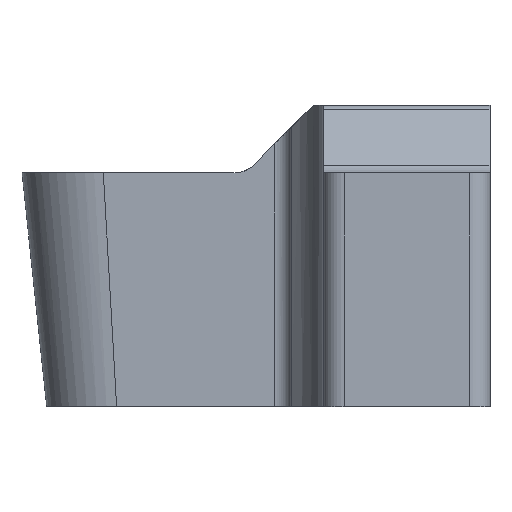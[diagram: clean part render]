
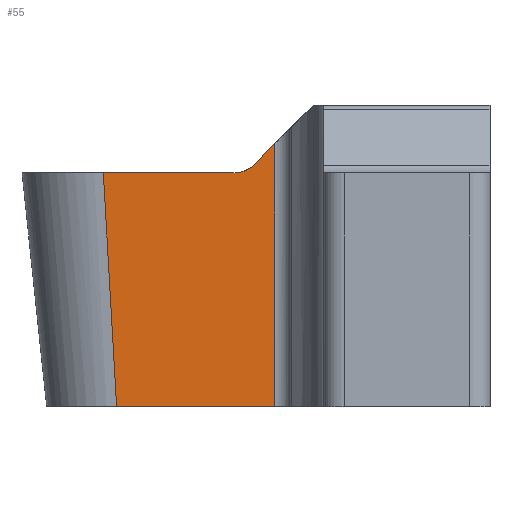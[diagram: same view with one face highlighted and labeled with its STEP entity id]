
A CAD part, front view. The second image highlights one B-rep face of the part: STEP entity #55.
In plain terms, the highlighted planar face has unit normal (0.044, -0.998, -0.044).
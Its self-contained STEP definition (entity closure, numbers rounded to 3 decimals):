
#55=ADVANCED_FACE('',(#92),#74,.F.);
#74=PLANE('',#526);
#92=FACE_OUTER_BOUND('',#115,.T.);
#115=EDGE_LOOP('',(#285,#286,#287,#288,#289,#290));
#129=B_SPLINE_CURVE_WITH_KNOTS('',3,(#855,#856,#857,#858),.UNSPECIFIED.,
 .F.,.F.,(4,4),(0.,1.),.UNSPECIFIED.);
#134=ELLIPSE('',#525,0.501,0.5);
#139=LINE('',#736,#180);
#167=LINE('',#847,#208);
#168=LINE('',#849,#209);
#169=LINE('',#853,#210);
#180=VECTOR('',#555,1.);
#208=VECTOR('',#629,1.);
#209=VECTOR('',#630,1.);
#210=VECTOR('',#633,1.);
#285=ORIENTED_EDGE('',*,*,#392,.F.);
#286=ORIENTED_EDGE('',*,*,#434,.T.);
#287=ORIENTED_EDGE('',*,*,#435,.T.);
#288=ORIENTED_EDGE('',*,*,#436,.T.);
#289=ORIENTED_EDGE('',*,*,#437,.T.);
#290=ORIENTED_EDGE('',*,*,#438,.T.);
#350=VERTEX_POINT('',#735);
#351=VERTEX_POINT('',#737);
#382=VERTEX_POINT('',#848);
#383=VERTEX_POINT('',#850);
#384=VERTEX_POINT('',#852);
#385=VERTEX_POINT('',#854);
#392=EDGE_CURVE('',#350,#351,#139,.T.);
#434=EDGE_CURVE('',#350,#382,#167,.T.);
#435=EDGE_CURVE('',#382,#383,#168,.T.);
#436=EDGE_CURVE('',#383,#384,#134,.T.);
#437=EDGE_CURVE('',#384,#385,#169,.T.);
#438=EDGE_CURVE('',#385,#351,#129,.T.);
#525=AXIS2_PLACEMENT_3D('',#851,#631,#632);
#526=AXIS2_PLACEMENT_3D('',#859,#634,#635);
#555=DIRECTION('',(-0.999,-0.044,0.));
#629=DIRECTION('',(0.,-0.044,0.999));
#630=DIRECTION('',(-0.707,0.,-0.707));
#631=DIRECTION('',(-0.044,0.998,0.044));
#632=DIRECTION('',(0.705,0.062,-0.706));
#633=DIRECTION('',(-0.999,-0.044,0.));
#634=DIRECTION('',(-0.044,0.998,0.044));
#635=DIRECTION('',(0.,-0.044,0.999));
#735=CARTESIAN_POINT('',(-2.538,10.242,-4.495));
#736=CARTESIAN_POINT('',(-5.594,10.108,-4.495));
#737=CARTESIAN_POINT('',(-5.579,10.109,-4.495));
#847=CARTESIAN_POINT('',(-2.538,9.989,1.295));
#848=CARTESIAN_POINT('',(-2.538,10.021,0.557));
#849=CARTESIAN_POINT('',(-4.34,10.021,-1.245));
#850=CARTESIAN_POINT('',(-2.949,10.021,0.146));
#851=CARTESIAN_POINT('',(-3.303,9.99,0.5));
#852=CARTESIAN_POINT('',(-3.303,10.012,0.));
#853=CARTESIAN_POINT('',(-5.585,9.912,0.));
#854=CARTESIAN_POINT('',(-5.835,9.901,0.));
#855=CARTESIAN_POINT('',(-5.835,9.901,0.));
#856=CARTESIAN_POINT('',(-5.749,9.971,-1.498));
#857=CARTESIAN_POINT('',(-5.664,10.04,-2.997));
#858=CARTESIAN_POINT('',(-5.579,10.109,-4.495));
#859=CARTESIAN_POINT('',(-5.585,9.912,0.));
